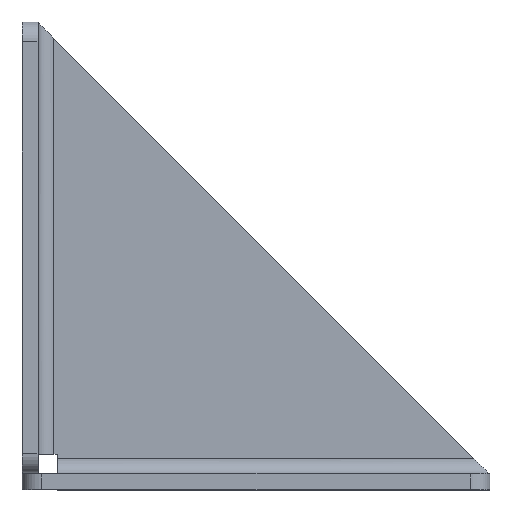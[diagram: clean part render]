
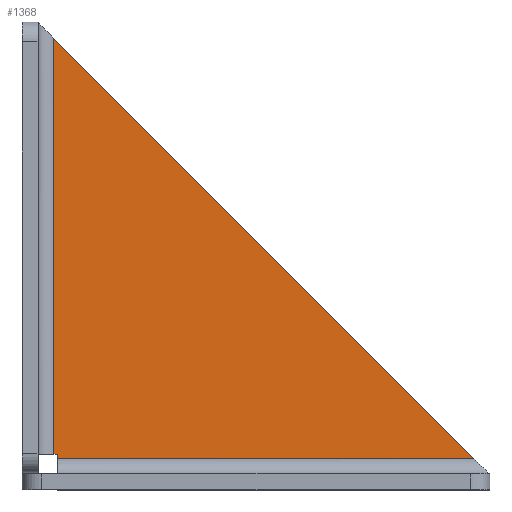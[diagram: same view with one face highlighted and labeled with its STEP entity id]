
A CAD part, top view. The second image highlights one B-rep face of the part: STEP entity #1368.
In plain terms, the highlighted planar face has unit normal (0, 0, 1).
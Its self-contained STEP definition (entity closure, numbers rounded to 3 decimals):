
#105 = ORIENTED_EDGE ( 'NONE', *, *, #619, .T. ) ;
#195 = LINE ( 'NONE', #388, #397 ) ;
#289 = LINE ( 'NONE', #1419, #564 ) ;
#332 = FACE_OUTER_BOUND ( 'NONE', #1251, .T. ) ;
#369 = CARTESIAN_POINT ( 'NONE',  ( 0., 0., 4. ) ) ;
#378 = CARTESIAN_POINT ( 'NONE',  ( 9., 8., 4. ) ) ;
#386 = ORIENTED_EDGE ( 'NONE', *, *, #1242, .F. ) ;
#388 = CARTESIAN_POINT ( 'NONE',  ( 8., 9., 4. ) ) ;
#397 = VECTOR ( 'NONE', #883, 1000. ) ;
#440 = DIRECTION ( 'NONE',  ( 1., 0., 0. ) ) ;
#524 = DIRECTION ( 'NONE',  ( 1., 0., 0. ) ) ;
#564 = VECTOR ( 'NONE', #1737, 1000. ) ;
#581 = VERTEX_POINT ( 'NONE', #378 ) ;
#616 = EDGE_CURVE ( 'NONE', #960, #1050, #702, .T. ) ;
#619 = EDGE_CURVE ( 'NONE', #1755, #1050, #195, .T. ) ;
#673 = CARTESIAN_POINT ( 'NONE',  ( 114., 8., 4. ) ) ;
#702 = LINE ( 'NONE', #1032, #1478 ) ;
#785 = ORIENTED_EDGE ( 'NONE', *, *, #616, .F. ) ;
#830 = VECTOR ( 'NONE', #1296, 1000. ) ;
#883 = DIRECTION ( 'NONE',  ( 0., -1., 0. ) ) ;
#911 = CARTESIAN_POINT ( 'NONE',  ( 118., 8., 4. ) ) ;
#930 = ORIENTED_EDGE ( 'NONE', *, *, #1150, .T. ) ;
#934 = CARTESIAN_POINT ( 'NONE',  ( 8., 114., 4. ) ) ;
#958 = VERTEX_POINT ( 'NONE', #673 ) ;
#960 = VERTEX_POINT ( 'NONE', #1763 ) ;
#1032 = CARTESIAN_POINT ( 'NONE',  ( 0., 9., 4. ) ) ;
#1033 = CARTESIAN_POINT ( 'NONE',  ( 8., 9., 4. ) ) ;
#1050 = VERTEX_POINT ( 'NONE', #1033 ) ;
#1149 = EDGE_CURVE ( 'NONE', #581, #960, #289, .T. ) ;
#1150 = EDGE_CURVE ( 'NONE', #581, #958, #1245, .T. ) ;
#1236 = AXIS2_PLACEMENT_3D ( 'NONE', #369, #1970, #524 ) ;
#1242 = EDGE_CURVE ( 'NONE', #1755, #958, #1479, .T. ) ;
#1245 = LINE ( 'NONE', #911, #1646 ) ;
#1251 = EDGE_LOOP ( 'NONE', ( #386, #105, #785, #2016, #930 ) ) ;
#1296 = DIRECTION ( 'NONE',  ( 0.707, -0.707, 0. ) ) ;
#1353 = DIRECTION ( 'NONE',  ( -1., 0., 0. ) ) ;
#1368 = ADVANCED_FACE ( 'NONE', ( #332 ), #1464, .T. ) ;
#1419 = CARTESIAN_POINT ( 'NONE',  ( 9., 0., 4. ) ) ;
#1464 = PLANE ( 'NONE',  #1236 ) ;
#1478 = VECTOR ( 'NONE', #1353, 1000. ) ;
#1479 = LINE ( 'NONE', #1637, #830 ) ;
#1637 = CARTESIAN_POINT ( 'NONE',  ( 4., 118., 4. ) ) ;
#1646 = VECTOR ( 'NONE', #440, 1000. ) ;
#1737 = DIRECTION ( 'NONE',  ( 0., 1., 0. ) ) ;
#1755 = VERTEX_POINT ( 'NONE', #934 ) ;
#1763 = CARTESIAN_POINT ( 'NONE',  ( 9., 9., 4. ) ) ;
#1970 = DIRECTION ( 'NONE',  ( 0., 0., 1. ) ) ;
#2016 = ORIENTED_EDGE ( 'NONE', *, *, #1149, .F. ) ;
